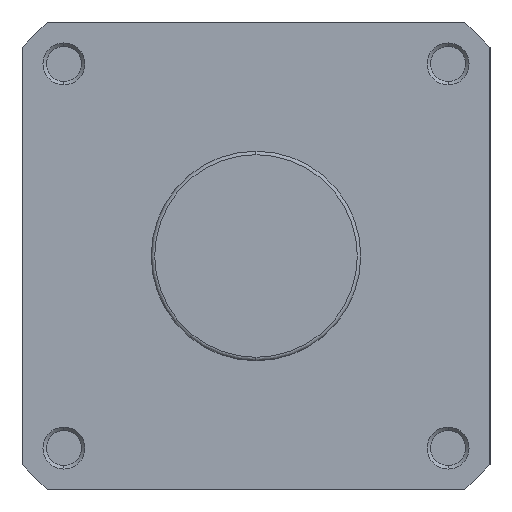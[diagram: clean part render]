
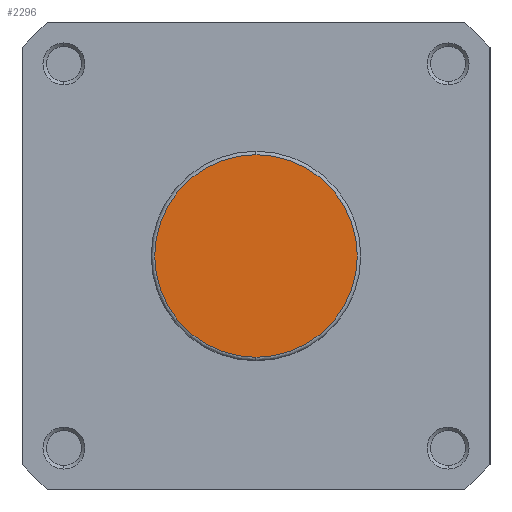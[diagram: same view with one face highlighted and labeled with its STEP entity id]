
A CAD part, left-side view. The second image highlights one B-rep face of the part: STEP entity #2296.
In plain terms, the highlighted planar face has unit normal (-1, 0, 0).
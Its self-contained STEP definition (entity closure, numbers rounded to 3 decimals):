
#87 = CARTESIAN_POINT ( 'NONE',  ( 0., 30., 0. ) ) ;
#88 = PLANE ( 'NONE',  #4437 ) ;
#90 = DIRECTION ( 'NONE',  ( 1., 0., 0. ) ) ;
#91 = DIRECTION ( 'NONE',  ( 0., 0., -1. ) ) ;
#516 = CARTESIAN_POINT ( 'NONE',  ( 0., 0., -29. ) ) ;
#524 = CARTESIAN_POINT ( 'NONE',  ( 0., 0., 29. ) ) ;
#823 = CARTESIAN_POINT ( 'NONE',  ( 0., 0., 0. ) ) ;
#824 = DIRECTION ( 'NONE',  ( -1., 0., 0. ) ) ;
#825 = DIRECTION ( 'NONE',  ( 0., 0., -1. ) ) ;
#2159 = ORIENTED_EDGE ( 'NONE', *, *, #4210, .T. ) ;
#2194 = ORIENTED_EDGE ( 'NONE', *, *, #3953, .T. ) ;
#2296 = ADVANCED_FACE ( 'NONE', ( #3277 ), #88, .F. ) ;
#2577 = VERTEX_POINT ( 'NONE', #516 ) ;
#2596 = VERTEX_POINT ( 'NONE', #524 ) ;
#3064 = EDGE_LOOP ( 'NONE', ( #2194, #2159 ) ) ;
#3277 = FACE_OUTER_BOUND ( 'NONE', #3064, .T. ) ;
#3570 = CIRCLE ( 'NONE', #4572, 29. ) ;
#3953 = EDGE_CURVE ( 'NONE', #2577, #2596, #3570, .T. ) ;
#4210 = EDGE_CURVE ( 'NONE', #2596, #2577, #5400, .T. ) ;
#4437 = AXIS2_PLACEMENT_3D ( 'NONE', #87, #90, #91 ) ;
#4572 = AXIS2_PLACEMENT_3D ( 'NONE', #823, #824, #825 ) ;
#4707 = AXIS2_PLACEMENT_3D ( 'NONE', #4919, #4921, #4922 ) ;
#4919 = CARTESIAN_POINT ( 'NONE',  ( 0., 0., 0. ) ) ;
#4921 = DIRECTION ( 'NONE',  ( -1., 0., 0. ) ) ;
#4922 = DIRECTION ( 'NONE',  ( 0., 0., -1. ) ) ;
#5400 = CIRCLE ( 'NONE', #4707, 29. ) ;
